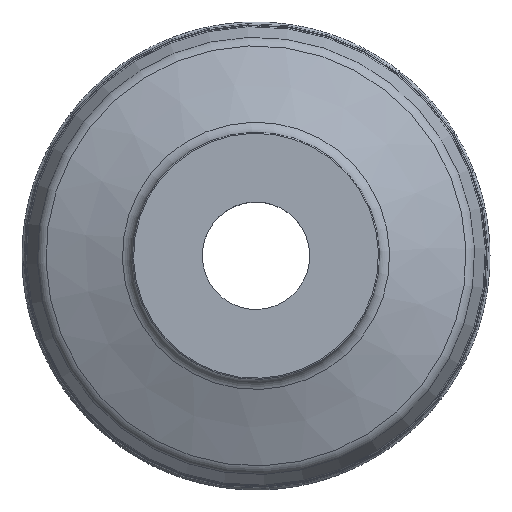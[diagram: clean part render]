
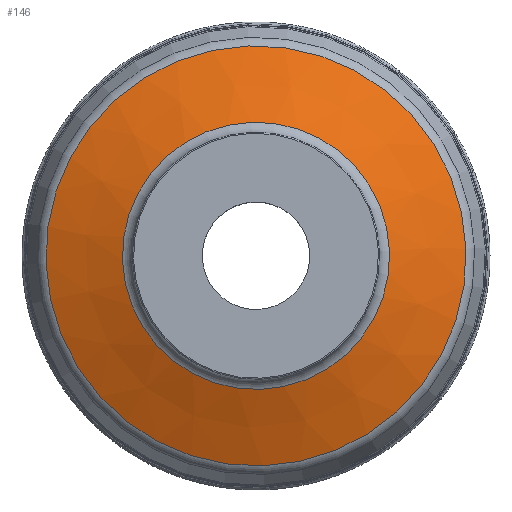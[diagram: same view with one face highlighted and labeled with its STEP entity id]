
A CAD part, top view. The second image highlights one B-rep face of the part: STEP entity #146.
In plain terms, the highlighted conical face has half-angle 67.91 degrees and reference radius 80.396 mm.
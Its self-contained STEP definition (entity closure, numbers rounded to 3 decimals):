
#108=CONICAL_SURFACE('',#714,80.396,67.91);
#146=ADVANCED_FACE('CN_SU3',(#212,#213),#108,.T.);
#212=FACE_BOUND('',#287,.T.);
#213=FACE_BOUND('',#288,.T.);
#287=EDGE_LOOP('',(#365));
#288=EDGE_LOOP('',(#366));
#365=ORIENTED_EDGE('',*,*,#470,.T.);
#366=ORIENTED_EDGE('',*,*,#471,.T.);
#430=VERTEX_POINT('',#1032);
#431=VERTEX_POINT('',#1034);
#470=EDGE_CURVE('',#430,#430,#509,.T.);
#471=EDGE_CURVE('',#431,#431,#510,.T.);
#509=CIRCLE('',#712,78.211);
#510=CIRCLE('',#713,49.744);
#712=AXIS2_PLACEMENT_3D('',#1031,#854,#855);
#713=AXIS2_PLACEMENT_3D('',#1033,#856,#857);
#714=AXIS2_PLACEMENT_3D('',#1035,#858,#859);
#854=DIRECTION('',(0.,0.,1.));
#855=DIRECTION('',(0.978,0.208,0.));
#856=DIRECTION('',(0.,0.,-1.));
#857=DIRECTION('',(-0.978,-0.208,0.));
#858=DIRECTION('',(0.,0.,-1.));
#859=DIRECTION('',(-0.978,-0.208,0.));
#1031=CARTESIAN_POINT('',(0.,0.,
-32.113));
#1032=CARTESIAN_POINT('',(76.502,16.261,-32.113));
#1033=CARTESIAN_POINT('',(0.,0.,
-20.56));
#1034=CARTESIAN_POINT('',(-48.657,-10.342,-20.56));
#1035=CARTESIAN_POINT('',(0.,0.,
-33.));
